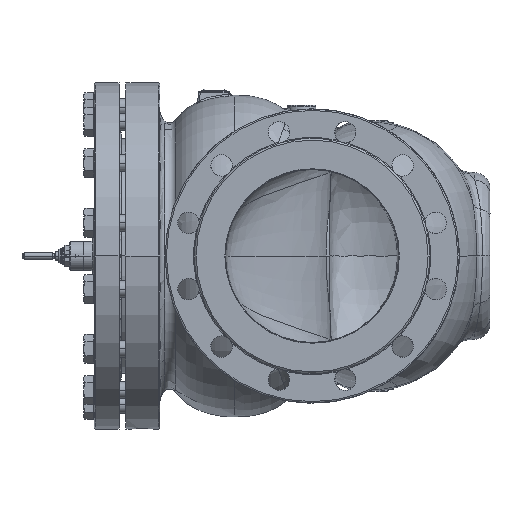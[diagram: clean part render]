
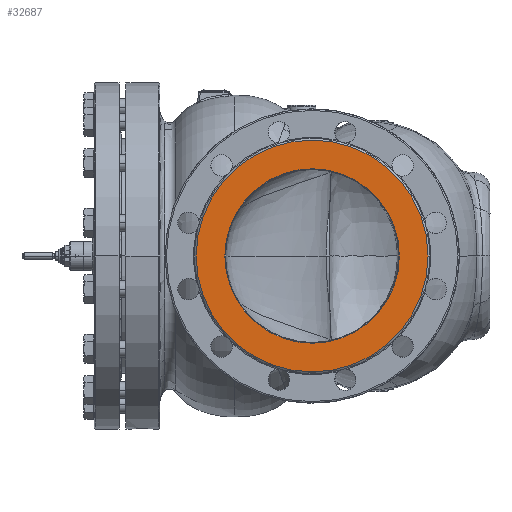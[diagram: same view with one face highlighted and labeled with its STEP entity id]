
A CAD part, left-side view. The second image highlights one B-rep face of the part: STEP entity #32687.
In plain terms, the highlighted planar face has unit normal (-1, 0, 0).
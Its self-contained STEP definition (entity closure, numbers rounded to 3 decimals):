
#232=CARTESIAN_POINT('',(-365.,0.,0.));
#233=DIRECTION('',(1.,0.,0.));
#234=DIRECTION('',(0.,1.,0.));
#235=AXIS2_PLACEMENT_3D('',#232,#233,#234);
#237=CARTESIAN_POINT('',(-365.,0.,0.));
#238=DIRECTION('',(1.,0.,0.));
#239=DIRECTION('',(0.,-1.,0.));
#240=AXIS2_PLACEMENT_3D('',#237,#238,#239);
#15132=CARTESIAN_POINT('',(-365.,0.,0.));
#15133=DIRECTION('',(1.,0.,0.));
#15134=DIRECTION('',(0.,-1.,0.));
#15135=AXIS2_PLACEMENT_3D('',#15132,#15133,#15134);
#15206=CARTESIAN_POINT('',(-365.,0.,0.));
#15207=DIRECTION('',(1.,0.,0.));
#15208=DIRECTION('',(0.,1.,0.));
#15209=AXIS2_PLACEMENT_3D('',#15206,#15207,#15208);
#29890=CARTESIAN_POINT('',(-365.,126.,0.));
#29891=CARTESIAN_POINT('',(-365.,-126.,0.));
#29892=VERTEX_POINT('',#29890);
#29893=VERTEX_POINT('',#29891);
#30094=CARTESIAN_POINT('',(-365.,167.5,0.));
#30095=CARTESIAN_POINT('',(-365.,-167.5,0.));
#30096=VERTEX_POINT('',#30094);
#30097=VERTEX_POINT('',#30095);
#32671=CARTESIAN_POINT('',(-365.,0.,0.));
#32672=DIRECTION('',(1.,0.,0.));
#32673=DIRECTION('',(0.,-1.,0.));
#32674=AXIS2_PLACEMENT_3D('',#32671,#32672,#32673);
#32675=PLANE('',#32674);
#32677=ORIENTED_EDGE('',*,*,#32676,.T.);
#32679=ORIENTED_EDGE('',*,*,#32678,.T.);
#32680=EDGE_LOOP('',(#32677,#32679));
#32681=FACE_OUTER_BOUND('',#32680,.F.);
#32682=ORIENTED_EDGE('',*,*,#32658,.F.);
#32684=ORIENTED_EDGE('',*,*,#32683,.F.);
#32685=EDGE_LOOP('',(#32682,#32684));
#32686=FACE_BOUND('',#32685,.F.);
#32687=ADVANCED_FACE('',(#32681,#32686),#32675,.F.);
#236=CIRCLE('',#235,126.);
#241=CIRCLE('',#240,126.);
#15136=CIRCLE('',#15135,167.5);
#15210=CIRCLE('',#15209,167.5);
#32658=EDGE_CURVE('',#29892,#29893,#236,.T.);
#32676=EDGE_CURVE('',#30096,#30097,#15210,.T.);
#32678=EDGE_CURVE('',#30097,#30096,#15136,.T.);
#32683=EDGE_CURVE('',#29893,#29892,#241,.T.);
